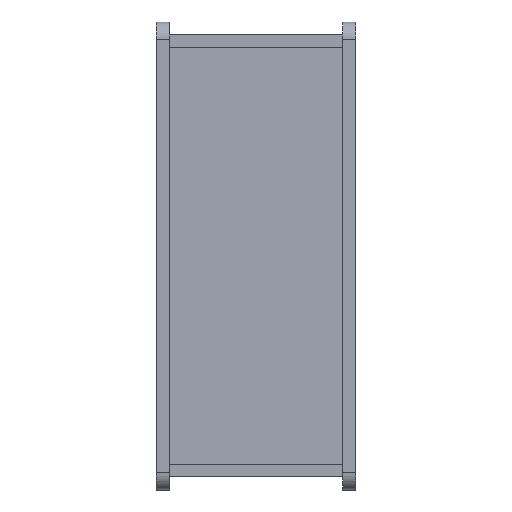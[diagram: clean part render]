
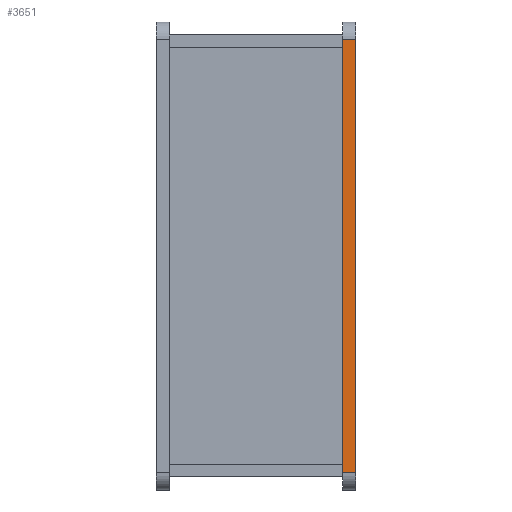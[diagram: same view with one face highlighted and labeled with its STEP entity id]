
A CAD part, left-side view. The second image highlights one B-rep face of the part: STEP entity #3651.
In plain terms, the highlighted planar face has unit normal (-1, 0, 0).
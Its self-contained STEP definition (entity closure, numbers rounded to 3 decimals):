
#375 = PLANE ( 'NONE',  #1440 ) ;
#722 = EDGE_CURVE ( 'NONE', #11203, #806, #6269, .T. ) ;
#806 = VERTEX_POINT ( 'NONE', #8560 ) ;
#868 = VECTOR ( 'NONE', #1832, 1000. ) ;
#1440 = AXIS2_PLACEMENT_3D ( 'NONE', #5943, #6059, #5134 ) ;
#1592 = LINE ( 'NONE', #10133, #9917 ) ;
#1832 = DIRECTION ( 'NONE',  ( 0., -1., 0. ) ) ;
#2815 = ORIENTED_EDGE ( 'NONE', *, *, #9807, .T. ) ;
#2887 = CARTESIAN_POINT ( 'NONE',  ( -48.5, 2.25, -37.5 ) ) ;
#3651 = ADVANCED_FACE ( 'NONE', ( #8841 ), #375, .F. ) ;
#4225 = CARTESIAN_POINT ( 'NONE',  ( -48.5, 0., -37.5 ) ) ;
#4957 = EDGE_LOOP ( 'NONE', ( #2815, #9786, #10220, #8186 ) ) ;
#5129 = EDGE_CURVE ( 'NONE', #10708, #11143, #12083, .T. ) ;
#5134 = DIRECTION ( 'NONE',  ( 0., 0., -1. ) ) ;
#5943 = CARTESIAN_POINT ( 'NONE',  ( -48.5, 2.25, -40.5 ) ) ;
#6059 = DIRECTION ( 'NONE',  ( 1., 0., 0. ) ) ;
#6269 = LINE ( 'NONE', #10850, #8610 ) ;
#7016 = DIRECTION ( 'NONE',  ( 0., 1., 0. ) ) ;
#8186 = ORIENTED_EDGE ( 'NONE', *, *, #5129, .T. ) ;
#8560 = CARTESIAN_POINT ( 'NONE',  ( -48.5, 2.25, 37.5 ) ) ;
#8597 = CARTESIAN_POINT ( 'NONE',  ( -48.5, 0., 37.5 ) ) ;
#8610 = VECTOR ( 'NONE', #7016, 1000. ) ;
#8841 = FACE_OUTER_BOUND ( 'NONE', #4957, .T. ) ;
#9052 = CARTESIAN_POINT ( 'NONE',  ( -48.5, 2.25, -37.5 ) ) ;
#9138 = DIRECTION ( 'NONE',  ( 0., 0., 1. ) ) ;
#9217 = CARTESIAN_POINT ( 'NONE',  ( -48.5, 0., -40.5 ) ) ;
#9786 = ORIENTED_EDGE ( 'NONE', *, *, #722, .T. ) ;
#9807 = EDGE_CURVE ( 'NONE', #11143, #11203, #12051, .T. ) ;
#9917 = VECTOR ( 'NONE', #9138, 1000. ) ;
#10025 = DIRECTION ( 'NONE',  ( 0., 0., 1. ) ) ;
#10133 = CARTESIAN_POINT ( 'NONE',  ( -48.5, 2.25, -40.5 ) ) ;
#10220 = ORIENTED_EDGE ( 'NONE', *, *, #12062, .F. ) ;
#10662 = VECTOR ( 'NONE', #10025, 1000. ) ;
#10708 = VERTEX_POINT ( 'NONE', #9052 ) ;
#10850 = CARTESIAN_POINT ( 'NONE',  ( -48.5, 2.25, 37.5 ) ) ;
#11143 = VERTEX_POINT ( 'NONE', #4225 ) ;
#11203 = VERTEX_POINT ( 'NONE', #8597 ) ;
#12051 = LINE ( 'NONE', #9217, #10662 ) ;
#12062 = EDGE_CURVE ( 'NONE', #10708, #806, #1592, .T. ) ;
#12083 = LINE ( 'NONE', #2887, #868 ) ;
